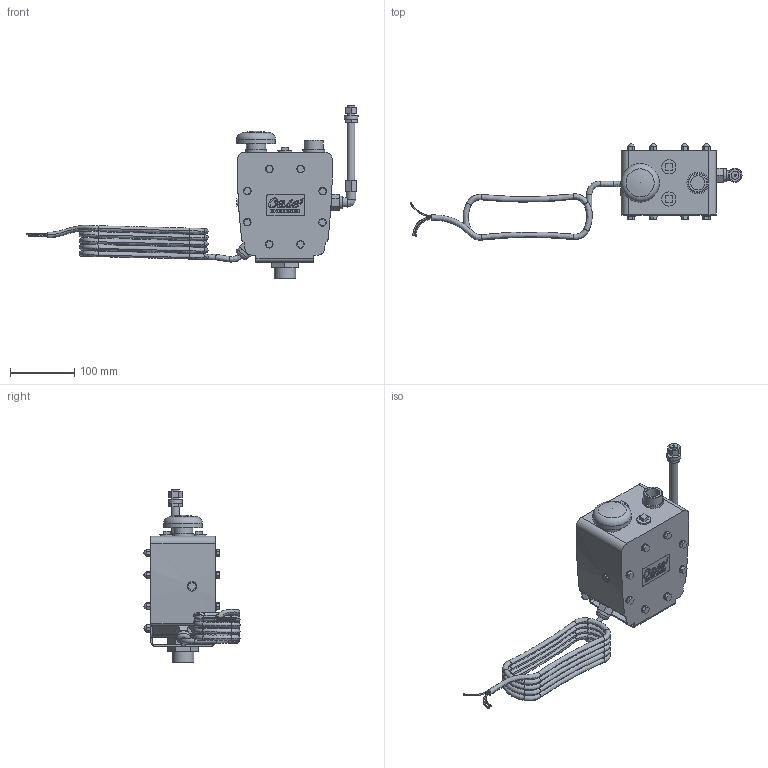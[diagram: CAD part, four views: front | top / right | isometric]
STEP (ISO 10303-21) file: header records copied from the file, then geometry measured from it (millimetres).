
FILE_DESCRIPTION(/* description */ (''),/* implementation_level */ '2;1');
FILE_NAME(/* name */ '57472_vario_switch_010_überprüft.stp',/* time_stamp */ '2015-05-21T10:35:17+02:00',/* author */ ('guzb562'),/* organization */ (''),/* preprocessor_version */ 'ST-DEVELOPER v15.6',/* originating_system */ 'Autodesk Inventor 2015',/* authorisation */ '');
FILE_SCHEMA (('AUTOMOTIVE_DESIGN { 1 0 10303 214 3 1 1 }'));
Length unit declared in the file: millimetre
Products named in the file (3): 57472_vario switch 10; kabel_1_; 57472_Vario_Switch_010
Assembly tree (2 placements, depth 2):
  57472_Vario_Switch_010
    57472_vario switch 10
    kabel_1_
Bounding box: 517.84 x 149.96 x 270.61 mm (x, y, z)
Volume: 2494998.1 mm3; surface area: 216177.3 mm2
Topology: 2 solids, 4 shells, 580 faces, 1466 edges, 964 vertices
Faces by surface type: plane 358, bspline 155, cylinder 55, sphere 8, torus 2, cone 2
Full cylindrical faces by diameter (mm): 3.115 x2, 11.7 x8, 12.18 x3, 14.898 x2, 19.897 x1, 21.641 x1, 21.648 x1, 22 x4, 29 x1, 30.2 x2, 33.2 x1, 33.7 x2, 60 x1
Entity records: 34167 total; most frequent: CARTESIAN_POINT 20705, ORIENTED_EDGE 2792, DIRECTION 2221, EDGE_CURVE 1396, VERTEX_POINT 938, LINE 909, VECTOR 909, EDGE_LOOP 698
